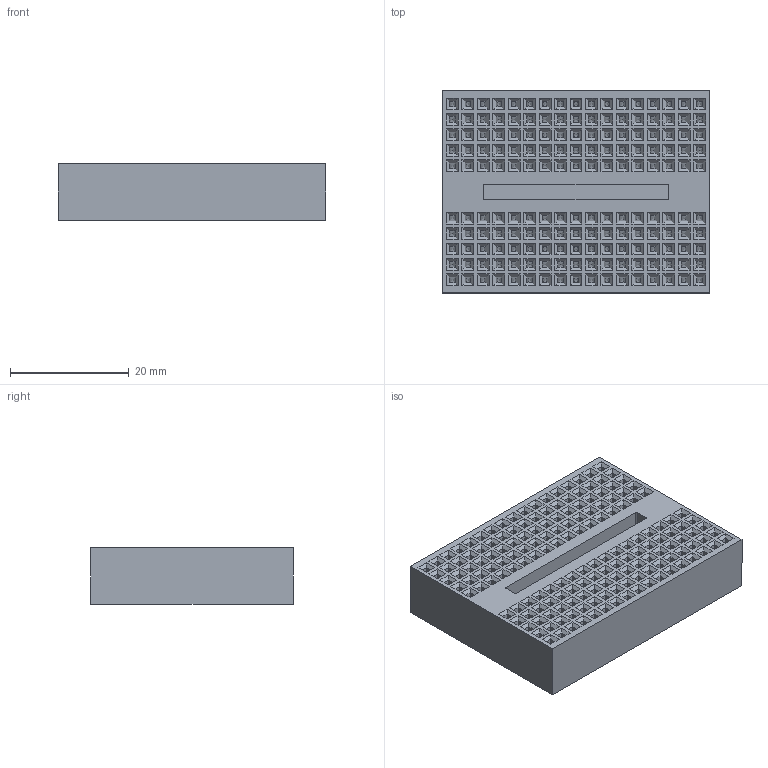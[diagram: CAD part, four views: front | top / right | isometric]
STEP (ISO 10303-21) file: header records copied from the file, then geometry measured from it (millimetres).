
FILE_DESCRIPTION(/* description */ (''),/* implementation_level */ '2;1');
FILE_NAME(/* name */ '6d51ca3e-f637-4603-977d-7ba5935cde18.stp',/* time_stamp */ '2022-12-26T23:45:33Z',/* author */ (''),/* organization */ (''),/* preprocessor_version */ 'ST-DEVELOPER v19.2',/* originating_system */ 'Autodesk Translation Framework v11.17.0.187',/* authorisation */ '');
FILE_SCHEMA (('AUTOMOTIVE_DESIGN { 1 0 10303 214 3 1 1 }'));
Length unit declared in the file: millimetre
Products named in the file (2): PROTOBOARD; MINIPROTOBOARD
Assembly tree (1 placements, depth 2):
  PROTOBOARD
    MINIPROTOBOARD
Bounding box: 45 x 34 x 9.5 mm (x, y, z)
Volume: 13651.2 mm3; surface area: 7261.6 mm2
Topology: 1 solids, 1 shells, 1545 faces, 3436 edges, 2064 vertices
Faces by surface type: plane 1541, cylinder 4
Entity records: 40951 total; most frequent: CARTESIAN_POINT 7048, ORIENTED_EDGE 6872, DIRECTION 6540, EDGE_CURVE 3436, LINE 3428, VECTOR 3428, VERTEX_POINT 2064, EDGE_LOOP 1716
